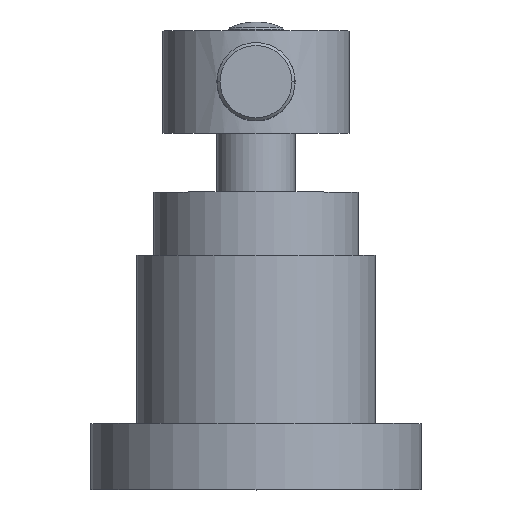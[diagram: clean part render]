
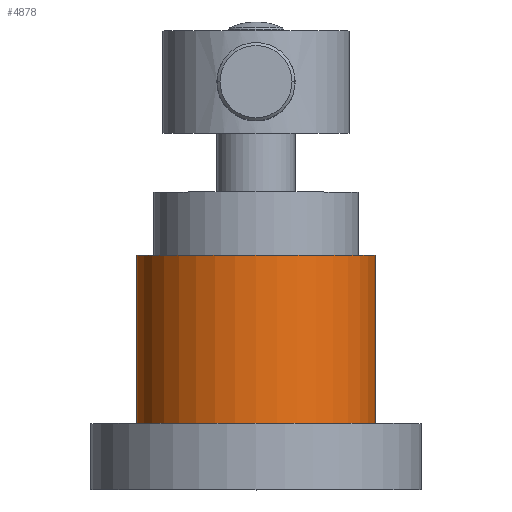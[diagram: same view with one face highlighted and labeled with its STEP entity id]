
A CAD part, top view. The second image highlights one B-rep face of the part: STEP entity #4878.
In plain terms, the highlighted cylindrical face has radius 19.9 mm (diameter 39.8 mm), a partial arc.
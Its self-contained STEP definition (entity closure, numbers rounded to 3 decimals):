
#4290=CARTESIAN_POINT('',(0.,89.,0.));
#4291=DIRECTION('',(0.,-1.,0.));
#4292=DIRECTION('',(1.,0.,0.));
#4293=AXIS2_PLACEMENT_3D('',#4290,#4291,#4292);
#4300=DIRECTION('',(0.,1.,0.));
#4301=VECTOR('',#4300,28.);
#4302=CARTESIAN_POINT('',(19.9,89.,0.));
#4303=LINE('',#4302,#4301);
#4304=DIRECTION('',(0.,1.,0.));
#4305=VECTOR('',#4304,28.);
#4306=CARTESIAN_POINT('',(-19.9,89.,0.));
#4307=LINE('',#4306,#4305);
#4313=CARTESIAN_POINT('',(0.,117.,0.));
#4314=DIRECTION('',(0.,-1.,0.));
#4315=DIRECTION('',(1.,0.,0.));
#4316=AXIS2_PLACEMENT_3D('',#4313,#4314,#4315);
#4656=CARTESIAN_POINT('',(19.9,117.,0.));
#4657=CARTESIAN_POINT('',(-19.9,117.,0.));
#4658=VERTEX_POINT('',#4656);
#4659=VERTEX_POINT('',#4657);
#4728=CARTESIAN_POINT('',(19.9,89.,0.));
#4729=CARTESIAN_POINT('',(-19.9,89.,0.));
#4730=VERTEX_POINT('',#4728);
#4731=VERTEX_POINT('',#4729);
#4864=CARTESIAN_POINT('',(0.,118.5,0.));
#4865=DIRECTION('',(0.,-1.,0.));
#4866=DIRECTION('',(-1.,0.,0.));
#4867=AXIS2_PLACEMENT_3D('',#4864,#4865,#4866);
#4868=CYLINDRICAL_SURFACE('',#4867,19.9);
#4869=ORIENTED_EDGE('',*,*,#4850,.T.);
#4871=ORIENTED_EDGE('',*,*,#4870,.T.);
#4873=ORIENTED_EDGE('',*,*,#4872,.F.);
#4875=ORIENTED_EDGE('',*,*,#4874,.F.);
#4876=EDGE_LOOP('',(#4869,#4871,#4873,#4875));
#4877=FACE_OUTER_BOUND('',#4876,.F.);
#4878=ADVANCED_FACE('',(#4877),#4868,.T.);
#4294=CIRCLE('',#4293,19.9);
#4317=CIRCLE('',#4316,19.9);
#4850=EDGE_CURVE('',#4730,#4731,#4294,.T.);
#4870=EDGE_CURVE('',#4731,#4659,#4307,.T.);
#4872=EDGE_CURVE('',#4658,#4659,#4317,.T.);
#4874=EDGE_CURVE('',#4730,#4658,#4303,.T.);
